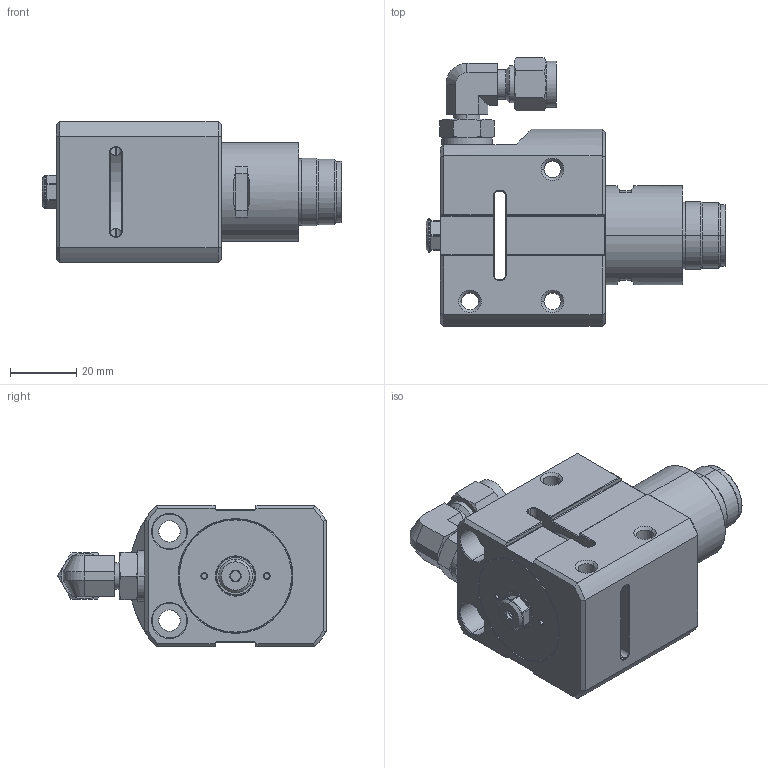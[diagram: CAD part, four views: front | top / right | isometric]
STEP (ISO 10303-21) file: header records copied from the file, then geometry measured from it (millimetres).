
FILE_DESCRIPTION (( 'STEP AP203' ), '1' );
FILE_NAME ('CTS-3030.STEP', '2021-08-26T04:57:29', ( '' ), ( '' ), 'SwSTEP 2.0', 'SolidWorks 2017', '' );
FILE_SCHEMA (( 'CONFIG_CONTROL_DESIGN' ));
Length unit declared in the file: millimetre
Products named in the file (1): CTS-3030
Bounding box: 90.77 x 81.35 x 43 mm (x, y, z)
Volume: 77796.3 mm3; surface area: 40041.1 mm2
Topology: 12 solids, 12 shells, 664 faces, 1548 edges, 917 vertices
Faces by surface type: plane 299, cylinder 184, cone 166, bspline 12, torus 2, sphere 1
Entity records: 19858 total; most frequent: CARTESIAN_POINT 4696, DIRECTION 3220, ORIENTED_EDGE 3076, EDGE_CURVE 1538, AXIS2_PLACEMENT_3D 1208, VERTEX_POINT 916, VECTOR 804, LINE 804
